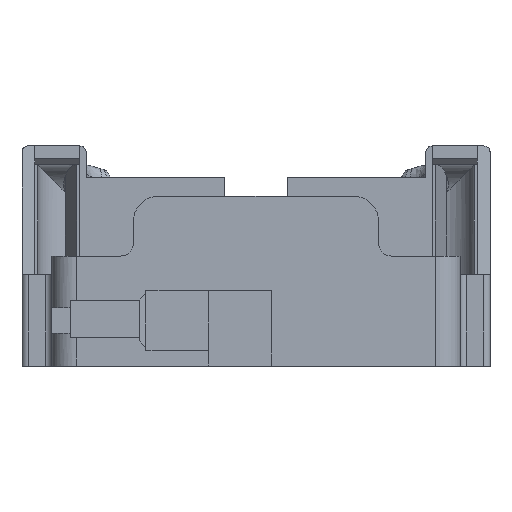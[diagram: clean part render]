
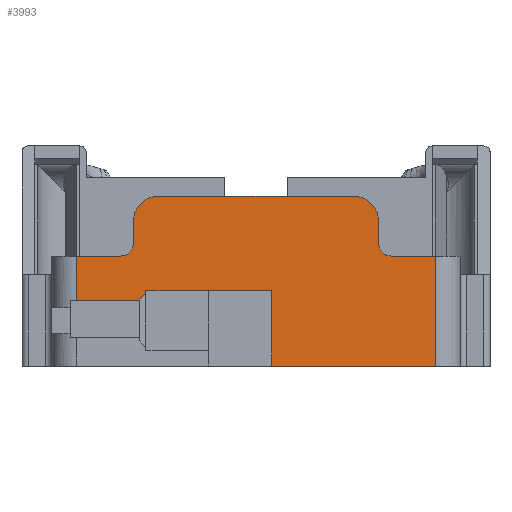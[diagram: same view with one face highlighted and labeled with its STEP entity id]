
A CAD part, front view. The second image highlights one B-rep face of the part: STEP entity #3993.
In plain terms, the highlighted planar face has unit normal (0, -1, 0).
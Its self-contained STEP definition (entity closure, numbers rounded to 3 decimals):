
#175=PLANE('',#4271);
#339=FACE_OUTER_BOUND('',#558,.T.);
#558=EDGE_LOOP('',(#3027,#3028,#3029,#3030,#3031,#3032,#3033,#3034,#3035,
#3036,#3037,#3038,#3039,#3040,#3041,#3042,#3043));
#770=CIRCLE('',#4272,2.);
#771=CIRCLE('',#4273,4.);
#772=CIRCLE('',#4274,4.);
#773=CIRCLE('',#4275,2.);
#978=LINE('',#6703,#1375);
#986=LINE('',#6722,#1383);
#998=LINE('',#6744,#1395);
#1000=LINE('',#6748,#1397);
#1001=LINE('',#6751,#1398);
#1002=LINE('',#6753,#1399);
#1003=LINE('',#6755,#1400);
#1004=LINE('',#6757,#1401);
#1005=LINE('',#6759,#1402);
#1006=LINE('',#6763,#1403);
#1007=LINE('',#6767,#1404);
#1008=LINE('',#6771,#1405);
#1009=LINE('',#6774,#1406);
#1375=VECTOR('',#4859,10.);
#1383=VECTOR('',#4875,10.);
#1395=VECTOR('',#4895,10.);
#1397=VECTOR('',#4901,10.);
#1398=VECTOR('',#4904,10.);
#1399=VECTOR('',#4905,10.);
#1400=VECTOR('',#4906,10.);
#1401=VECTOR('',#4907,10.);
#1402=VECTOR('',#4908,10.);
#1403=VECTOR('',#4911,10.);
#1404=VECTOR('',#4914,10.);
#1405=VECTOR('',#4917,10.);
#1406=VECTOR('',#4920,10.);
#1819=VERTEX_POINT('',#6700);
#1820=VERTEX_POINT('',#6702);
#1826=VERTEX_POINT('',#6720);
#1827=VERTEX_POINT('',#6721);
#1833=VERTEX_POINT('',#6742);
#1834=VERTEX_POINT('',#6750);
#1835=VERTEX_POINT('',#6752);
#1836=VERTEX_POINT('',#6754);
#1837=VERTEX_POINT('',#6756);
#1838=VERTEX_POINT('',#6758);
#1839=VERTEX_POINT('',#6760);
#1840=VERTEX_POINT('',#6762);
#1841=VERTEX_POINT('',#6764);
#1842=VERTEX_POINT('',#6766);
#1843=VERTEX_POINT('',#6768);
#1844=VERTEX_POINT('',#6770);
#1845=VERTEX_POINT('',#6772);
#2264=EDGE_CURVE('',#1819,#1820,#978,.T.);
#2273=EDGE_CURVE('',#1826,#1827,#986,.T.);
#2285=EDGE_CURVE('',#1826,#1833,#998,.T.);
#2287=EDGE_CURVE('',#1819,#1827,#1000,.T.);
#2288=EDGE_CURVE('',#1833,#1834,#1001,.T.);
#2289=EDGE_CURVE('',#1834,#1835,#1002,.T.);
#2290=EDGE_CURVE('',#1836,#1835,#1003,.T.);
#2291=EDGE_CURVE('',#1837,#1836,#1004,.T.);
#2292=EDGE_CURVE('',#1838,#1837,#1005,.T.);
#2293=EDGE_CURVE('',#1839,#1838,#770,.T.);
#2294=EDGE_CURVE('',#1840,#1839,#1006,.T.);
#2295=EDGE_CURVE('',#1841,#1840,#771,.T.);
#2296=EDGE_CURVE('',#1841,#1842,#1007,.T.);
#2297=EDGE_CURVE('',#1843,#1842,#772,.T.);
#2298=EDGE_CURVE('',#1844,#1843,#1008,.T.);
#2299=EDGE_CURVE('',#1845,#1844,#773,.T.);
#2300=EDGE_CURVE('',#1820,#1845,#1009,.T.);
#3027=ORIENTED_EDGE('',*,*,#2273,.F.);
#3028=ORIENTED_EDGE('',*,*,#2285,.T.);
#3029=ORIENTED_EDGE('',*,*,#2288,.T.);
#3030=ORIENTED_EDGE('',*,*,#2289,.T.);
#3031=ORIENTED_EDGE('',*,*,#2290,.F.);
#3032=ORIENTED_EDGE('',*,*,#2291,.F.);
#3033=ORIENTED_EDGE('',*,*,#2292,.F.);
#3034=ORIENTED_EDGE('',*,*,#2293,.F.);
#3035=ORIENTED_EDGE('',*,*,#2294,.F.);
#3036=ORIENTED_EDGE('',*,*,#2295,.F.);
#3037=ORIENTED_EDGE('',*,*,#2296,.T.);
#3038=ORIENTED_EDGE('',*,*,#2297,.F.);
#3039=ORIENTED_EDGE('',*,*,#2298,.F.);
#3040=ORIENTED_EDGE('',*,*,#2299,.F.);
#3041=ORIENTED_EDGE('',*,*,#2300,.F.);
#3042=ORIENTED_EDGE('',*,*,#2264,.F.);
#3043=ORIENTED_EDGE('',*,*,#2287,.T.);
#3993=ADVANCED_FACE('',(#339),#175,.T.);
#4271=AXIS2_PLACEMENT_3D('',#6749,#4902,#4903);
#4272=AXIS2_PLACEMENT_3D('',#6761,#4909,#4910);
#4273=AXIS2_PLACEMENT_3D('',#6765,#4912,#4913);
#4274=AXIS2_PLACEMENT_3D('',#6769,#4915,#4916);
#4275=AXIS2_PLACEMENT_3D('',#6773,#4918,#4919);
#4859=DIRECTION('',(0.,0.,1.));
#4875=DIRECTION('',(-0.707,0.,-0.707));
#4895=DIRECTION('',(0.,0.,1.));
#4901=DIRECTION('',(1.,0.,0.));
#4902=DIRECTION('center_axis',(0.,-1.,0.));
#4903=DIRECTION('ref_axis',(1.,0.,0.));
#4904=DIRECTION('',(1.,0.,0.));
#4905=DIRECTION('',(0.,0.,-1.));
#4906=DIRECTION('',(-1.,0.,0.));
#4907=DIRECTION('',(0.,0.,-1.));
#4908=DIRECTION('',(1.,0.,0.));
#4909=DIRECTION('center_axis',(0.,-1.,0.));
#4910=DIRECTION('ref_axis',(-0.707,0.,-0.707));
#4911=DIRECTION('',(0.,0.,-1.));
#4912=DIRECTION('center_axis',(0.,1.,0.));
#4913=DIRECTION('ref_axis',(0.707,0.,0.707));
#4914=DIRECTION('',(-1.,0.,0.));
#4915=DIRECTION('center_axis',(0.,1.,0.));
#4916=DIRECTION('ref_axis',(-0.707,0.,0.707));
#4917=DIRECTION('',(0.,0.,1.));
#4918=DIRECTION('center_axis',(0.,-1.,0.));
#4919=DIRECTION('ref_axis',(0.707,0.,-0.707));
#4920=DIRECTION('',(1.,0.,0.));
#6700=CARTESIAN_POINT('',(-28.5,-32.5,-1.5));
#6702=CARTESIAN_POINT('',(-28.5,-32.5,5.5));
#6703=CARTESIAN_POINT('',(-28.5,-32.5,0.));
#6720=CARTESIAN_POINT('',(-17.5,-32.5,-0.5));
#6721=CARTESIAN_POINT('',(-18.5,-32.5,-1.5));
#6722=CARTESIAN_POINT('',(-20.,-32.5,-3.));
#6742=CARTESIAN_POINT('',(-17.5,-32.5,0.));
#6744=CARTESIAN_POINT('',(-17.5,-32.5,-4.75));
#6748=CARTESIAN_POINT('',(-28.25,-32.5,-1.5));
#6749=CARTESIAN_POINT('Origin',(-27.,-32.5,0.));
#6750=CARTESIAN_POINT('',(2.5,-32.5,0.));
#6751=CARTESIAN_POINT('',(-17.25,-32.5,0.));
#6752=CARTESIAN_POINT('',(2.5,-32.5,-12.));
#6753=CARTESIAN_POINT('',(2.5,-32.5,0.));
#6754=CARTESIAN_POINT('',(28.5,-32.5,-12.));
#6755=CARTESIAN_POINT('',(-32.5,-32.5,-12.));
#6756=CARTESIAN_POINT('',(28.5,-32.5,5.5));
#6757=CARTESIAN_POINT('',(28.5,-32.5,0.));
#6758=CARTESIAN_POINT('',(21.5,-32.5,5.5));
#6759=CARTESIAN_POINT('',(32.5,-32.5,5.5));
#6760=CARTESIAN_POINT('',(19.5,-32.5,7.5));
#6761=CARTESIAN_POINT('Origin',(21.5,-32.5,7.5));
#6762=CARTESIAN_POINT('',(19.5,-32.5,11.));
#6763=CARTESIAN_POINT('',(19.5,-32.5,0.));
#6764=CARTESIAN_POINT('',(15.5,-32.5,15.));
#6765=CARTESIAN_POINT('Origin',(15.5,-32.5,11.));
#6766=CARTESIAN_POINT('',(-15.5,-32.5,15.));
#6767=CARTESIAN_POINT('',(-17.5,-32.5,15.));
#6768=CARTESIAN_POINT('',(-19.5,-32.5,11.));
#6769=CARTESIAN_POINT('Origin',(-15.5,-32.5,11.));
#6770=CARTESIAN_POINT('',(-19.5,-32.5,7.5));
#6771=CARTESIAN_POINT('',(-19.5,-32.5,0.));
#6772=CARTESIAN_POINT('',(-21.5,-32.5,5.5));
#6773=CARTESIAN_POINT('Origin',(-21.5,-32.5,7.5));
#6774=CARTESIAN_POINT('',(-32.5,-32.5,5.5));
